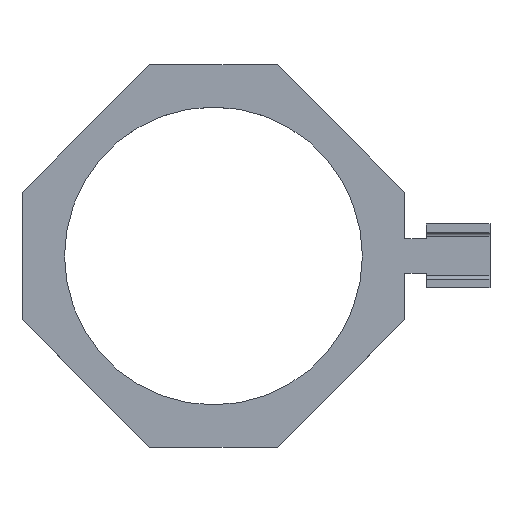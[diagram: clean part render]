
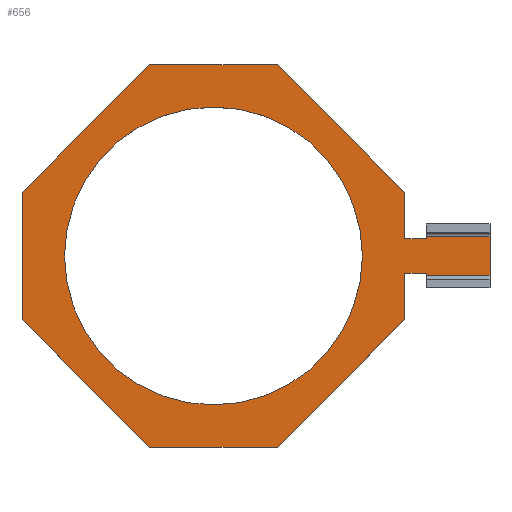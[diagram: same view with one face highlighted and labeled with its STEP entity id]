
A CAD part, top view. The second image highlights one B-rep face of the part: STEP entity #656.
In plain terms, the highlighted planar face has unit normal (0, 0, 1).
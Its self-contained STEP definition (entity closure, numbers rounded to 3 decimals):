
#4 = LINE ( 'NONE', #204, #950 ) ;
#5 = LINE ( 'NONE', #420, #1042 ) ;
#17 = VERTEX_POINT ( 'NONE', #659 ) ;
#30 = CARTESIAN_POINT ( 'NONE',  ( -35., 0., 2. ) ) ;
#48 = CARTESIAN_POINT ( 'NONE',  ( -15., 45., 2. ) ) ;
#53 = DIRECTION ( 'NONE',  ( 0., 1., 0. ) ) ;
#60 = CARTESIAN_POINT ( 'NONE',  ( 0., 0., 2. ) ) ;
#67 = ORIENTED_EDGE ( 'NONE', *, *, #991, .T. ) ;
#78 = LINE ( 'NONE', #522, #864 ) ;
#87 = CIRCLE ( 'NONE', #971, 35. ) ;
#108 = VECTOR ( 'NONE', #786, 1000. ) ;
#116 = EDGE_LOOP ( 'NONE', ( #870, #345, #121, #747, #549, #787, #375, #625, #881, #301, #117, #325, #636, #936, #67, #181 ) ) ;
#117 = ORIENTED_EDGE ( 'NONE', *, *, #1054, .T. ) ;
#121 = ORIENTED_EDGE ( 'NONE', *, *, #373, .T. ) ;
#127 = DIRECTION ( 'NONE',  ( 1., 0., 0. ) ) ;
#130 = VECTOR ( 'NONE', #637, 1000. ) ;
#134 = CARTESIAN_POINT ( 'NONE',  ( 45., -4., 2. ) ) ;
#146 = VERTEX_POINT ( 'NONE', #759 ) ;
#171 = LINE ( 'NONE', #882, #271 ) ;
#181 = ORIENTED_EDGE ( 'NONE', *, *, #492, .T. ) ;
#192 = CARTESIAN_POINT ( 'NONE',  ( 15., -45., 2. ) ) ;
#198 = ORIENTED_EDGE ( 'NONE', *, *, #614, .F. ) ;
#199 = LINE ( 'NONE', #843, #778 ) ;
#201 = EDGE_CURVE ( 'NONE', #829, #994, #199, .T. ) ;
#202 = CARTESIAN_POINT ( 'NONE',  ( 45., -15., 2. ) ) ;
#204 = CARTESIAN_POINT ( 'NONE',  ( 45., -15., 2. ) ) ;
#205 = EDGE_LOOP ( 'NONE', ( #198, #640 ) ) ;
#207 = DIRECTION ( 'NONE',  ( 0.707, 0.707, 0. ) ) ;
#211 = VECTOR ( 'NONE', #953, 1000. ) ;
#217 = CARTESIAN_POINT ( 'NONE',  ( 65., -4.5, 2. ) ) ;
#220 = AXIS2_PLACEMENT_3D ( 'NONE', #952, #292, #127 ) ;
#221 = VERTEX_POINT ( 'NONE', #393 ) ;
#233 = CARTESIAN_POINT ( 'NONE',  ( 45., 4., 2. ) ) ;
#243 = CARTESIAN_POINT ( 'NONE',  ( -45., -15., 2. ) ) ;
#250 = VERTEX_POINT ( 'NONE', #233 ) ;
#251 = VERTEX_POINT ( 'NONE', #898 ) ;
#266 = CARTESIAN_POINT ( 'NONE',  ( 65., -4.5, 2. ) ) ;
#270 = VERTEX_POINT ( 'NONE', #560 ) ;
#271 = VECTOR ( 'NONE', #1050, 1000. ) ;
#280 = DIRECTION ( 'NONE',  ( 0., 1., 0. ) ) ;
#283 = CARTESIAN_POINT ( 'NONE',  ( 50., -4., 2. ) ) ;
#286 = CIRCLE ( 'NONE', #220, 35. ) ;
#288 = DIRECTION ( 'NONE',  ( 0., 0., -1. ) ) ;
#292 = DIRECTION ( 'NONE',  ( 0., 0., 1. ) ) ;
#301 = ORIENTED_EDGE ( 'NONE', *, *, #351, .T. ) ;
#310 = LINE ( 'NONE', #559, #1000 ) ;
#319 = DIRECTION ( 'NONE',  ( 1., 0., 0. ) ) ;
#321 = CARTESIAN_POINT ( 'NONE',  ( 15., 45., 2. ) ) ;
#323 = VERTEX_POINT ( 'NONE', #742 ) ;
#325 = ORIENTED_EDGE ( 'NONE', *, *, #868, .T. ) ;
#328 = VERTEX_POINT ( 'NONE', #243 ) ;
#329 = DIRECTION ( 'NONE',  ( -1., 0., 0. ) ) ;
#334 = VECTOR ( 'NONE', #930, 1000. ) ;
#339 = CARTESIAN_POINT ( 'NONE',  ( -45., -15., 2. ) ) ;
#345 = ORIENTED_EDGE ( 'NONE', *, *, #833, .T. ) ;
#346 = VERTEX_POINT ( 'NONE', #660 ) ;
#351 = EDGE_CURVE ( 'NONE', #829, #323, #436, .T. ) ;
#355 = VECTOR ( 'NONE', #280, 1000. ) ;
#356 = CARTESIAN_POINT ( 'NONE',  ( -15., -45., 2. ) ) ;
#362 = CARTESIAN_POINT ( 'NONE',  ( 50., -4.5, 2. ) ) ;
#363 = DIRECTION ( 'NONE',  ( 1., 0., 0. ) ) ;
#373 = EDGE_CURVE ( 'NONE', #674, #835, #5, .T. ) ;
#375 = ORIENTED_EDGE ( 'NONE', *, *, #944, .F. ) ;
#377 = VERTEX_POINT ( 'NONE', #30 ) ;
#382 = CARTESIAN_POINT ( 'NONE',  ( -45., 45., 2. ) ) ;
#393 = CARTESIAN_POINT ( 'NONE',  ( 35., 0., 2. ) ) ;
#420 = CARTESIAN_POINT ( 'NONE',  ( -15., -45., 2. ) ) ;
#436 = LINE ( 'NONE', #753, #876 ) ;
#465 = EDGE_CURVE ( 'NONE', #146, #346, #926, .T. ) ;
#471 = PLANE ( 'NONE',  #490 ) ;
#472 = VECTOR ( 'NONE', #697, 1000. ) ;
#490 = AXIS2_PLACEMENT_3D ( 'NONE', #382, #288, #708 ) ;
#492 = EDGE_CURVE ( 'NONE', #921, #993, #599, .T. ) ;
#506 = EDGE_CURVE ( 'NONE', #250, #146, #626, .T. ) ;
#514 = DIRECTION ( 'NONE',  ( -1., 0., 0. ) ) ;
#522 = CARTESIAN_POINT ( 'NONE',  ( 15., -45., 2. ) ) ;
#527 = LINE ( 'NONE', #856, #472 ) ;
#531 = DIRECTION ( 'NONE',  ( 0., 0., 1. ) ) ;
#549 = ORIENTED_EDGE ( 'NONE', *, *, #688, .T. ) ;
#559 = CARTESIAN_POINT ( 'NONE',  ( -45., -15., 2. ) ) ;
#560 = CARTESIAN_POINT ( 'NONE',  ( 50., 4., 2. ) ) ;
#563 = EDGE_CURVE ( 'NONE', #994, #17, #960, .T. ) ;
#572 = FACE_BOUND ( 'NONE', #205, .T. ) ;
#592 = EDGE_CURVE ( 'NONE', #377, #221, #286, .T. ) ;
#599 = LINE ( 'NONE', #937, #108 ) ;
#602 = VERTEX_POINT ( 'NONE', #283 ) ;
#603 = EDGE_CURVE ( 'NONE', #993, #328, #310, .T. ) ;
#614 = EDGE_CURVE ( 'NONE', #221, #377, #87, .T. ) ;
#625 = ORIENTED_EDGE ( 'NONE', *, *, #563, .F. ) ;
#626 = LINE ( 'NONE', #202, #355 ) ;
#635 = VERTEX_POINT ( 'NONE', #134 ) ;
#636 = ORIENTED_EDGE ( 'NONE', *, *, #506, .T. ) ;
#637 = DIRECTION ( 'NONE',  ( -1., 0., 0. ) ) ;
#640 = ORIENTED_EDGE ( 'NONE', *, *, #592, .F. ) ;
#656 = ADVANCED_FACE ( 'NONE', ( #572, #915 ), #471, .F. ) ;
#659 = CARTESIAN_POINT ( 'NONE',  ( 50., -4.5, 2. ) ) ;
#660 = CARTESIAN_POINT ( 'NONE',  ( 15., 45., 2. ) ) ;
#674 = VERTEX_POINT ( 'NONE', #356 ) ;
#679 = LINE ( 'NONE', #362, #211 ) ;
#688 = EDGE_CURVE ( 'NONE', #251, #635, #4, .T. ) ;
#689 = CARTESIAN_POINT ( 'NONE',  ( 65., 4.5, 2. ) ) ;
#693 = VECTOR ( 'NONE', #1002, 1000. ) ;
#697 = DIRECTION ( 'NONE',  ( -1., 0., 0. ) ) ;
#708 = DIRECTION ( 'NONE',  ( -1., 0., 0. ) ) ;
#729 = LINE ( 'NONE', #1038, #130 ) ;
#742 = CARTESIAN_POINT ( 'NONE',  ( 50., 4.5, 2. ) ) ;
#747 = ORIENTED_EDGE ( 'NONE', *, *, #909, .T. ) ;
#753 = CARTESIAN_POINT ( 'NONE',  ( 65., 4.5, 2. ) ) ;
#759 = CARTESIAN_POINT ( 'NONE',  ( 45., 15., 2. ) ) ;
#760 = LINE ( 'NONE', #951, #774 ) ;
#766 = VECTOR ( 'NONE', #514, 1000. ) ;
#774 = VECTOR ( 'NONE', #963, 1000. ) ;
#778 = VECTOR ( 'NONE', #838, 1000. ) ;
#786 = DIRECTION ( 'NONE',  ( -0.707, -0.707, 0. ) ) ;
#787 = ORIENTED_EDGE ( 'NONE', *, *, #1014, .F. ) ;
#797 = CARTESIAN_POINT ( 'NONE',  ( -45., 15., 2. ) ) ;
#829 = VERTEX_POINT ( 'NONE', #689 ) ;
#833 = EDGE_CURVE ( 'NONE', #328, #674, #1055, .T. ) ;
#835 = VERTEX_POINT ( 'NONE', #192 ) ;
#838 = DIRECTION ( 'NONE',  ( 0., -1., 0. ) ) ;
#843 = CARTESIAN_POINT ( 'NONE',  ( 65., 4., 2. ) ) ;
#856 = CARTESIAN_POINT ( 'NONE',  ( 65., 4., 2. ) ) ;
#864 = VECTOR ( 'NONE', #207, 1000. ) ;
#868 = EDGE_CURVE ( 'NONE', #270, #250, #527, .T. ) ;
#870 = ORIENTED_EDGE ( 'NONE', *, *, #603, .T. ) ;
#876 = VECTOR ( 'NONE', #329, 1000. ) ;
#881 = ORIENTED_EDGE ( 'NONE', *, *, #201, .F. ) ;
#882 = CARTESIAN_POINT ( 'NONE',  ( 65., -4., 2. ) ) ;
#898 = CARTESIAN_POINT ( 'NONE',  ( 45., -15., 2. ) ) ;
#909 = EDGE_CURVE ( 'NONE', #835, #251, #78, .T. ) ;
#915 = FACE_OUTER_BOUND ( 'NONE', #116, .T. ) ;
#921 = VERTEX_POINT ( 'NONE', #48 ) ;
#926 = LINE ( 'NONE', #321, #693 ) ;
#930 = DIRECTION ( 'NONE',  ( 0.707, -0.707, 0. ) ) ;
#936 = ORIENTED_EDGE ( 'NONE', *, *, #465, .T. ) ;
#937 = CARTESIAN_POINT ( 'NONE',  ( -45., 15., 2. ) ) ;
#944 = EDGE_CURVE ( 'NONE', #17, #602, #679, .T. ) ;
#950 = VECTOR ( 'NONE', #53, 1000. ) ;
#951 = CARTESIAN_POINT ( 'NONE',  ( 50., 4.5, 2. ) ) ;
#952 = CARTESIAN_POINT ( 'NONE',  ( 0., 0., 2. ) ) ;
#953 = DIRECTION ( 'NONE',  ( 0., 1., 0. ) ) ;
#957 = DIRECTION ( 'NONE',  ( 0., -1., 0. ) ) ;
#960 = LINE ( 'NONE', #266, #766 ) ;
#963 = DIRECTION ( 'NONE',  ( 0., -1., 0. ) ) ;
#971 = AXIS2_PLACEMENT_3D ( 'NONE', #60, #531, #363 ) ;
#991 = EDGE_CURVE ( 'NONE', #346, #921, #729, .T. ) ;
#993 = VERTEX_POINT ( 'NONE', #797 ) ;
#994 = VERTEX_POINT ( 'NONE', #217 ) ;
#1000 = VECTOR ( 'NONE', #957, 1000. ) ;
#1002 = DIRECTION ( 'NONE',  ( -0.707, 0.707, 0. ) ) ;
#1014 = EDGE_CURVE ( 'NONE', #602, #635, #171, .T. ) ;
#1038 = CARTESIAN_POINT ( 'NONE',  ( -15., 45., 2. ) ) ;
#1042 = VECTOR ( 'NONE', #319, 1000. ) ;
#1050 = DIRECTION ( 'NONE',  ( -1., 0., 0. ) ) ;
#1054 = EDGE_CURVE ( 'NONE', #323, #270, #760, .T. ) ;
#1055 = LINE ( 'NONE', #339, #334 ) ;
